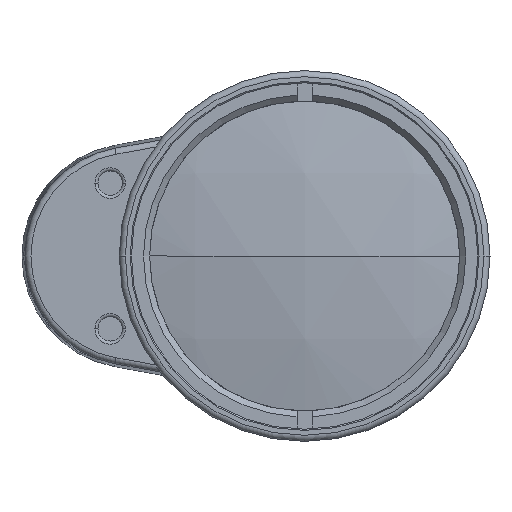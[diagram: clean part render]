
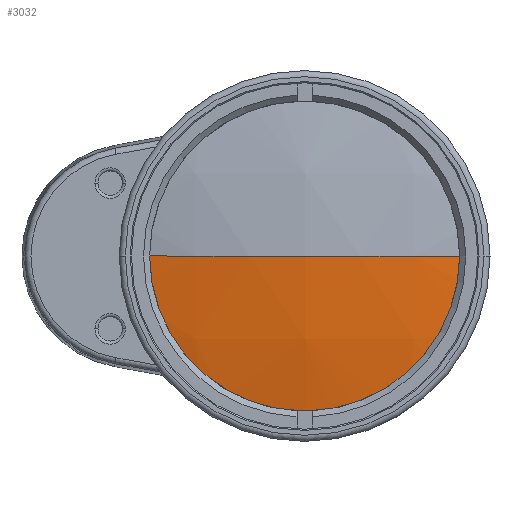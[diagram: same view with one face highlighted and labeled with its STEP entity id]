
A CAD part, left-side view. The second image highlights one B-rep face of the part: STEP entity #3032.
In plain terms, the highlighted spherical face has radius 124 mm.
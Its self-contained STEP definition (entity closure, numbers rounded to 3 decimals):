
#169 = AXIS2_PLACEMENT_3D ( 'NONE', #2108, #4010, #5306 ) ;
#681 = CARTESIAN_POINT ( 'NONE',  ( 16.152, 0., 0. ) ) ;
#818 = FACE_OUTER_BOUND ( 'NONE', #6680, .T. ) ;
#946 = CARTESIAN_POINT ( 'NONE',  ( -107.848, 0., 0. ) ) ;
#1127 = DIRECTION ( 'NONE',  ( -1., 0., 0. ) ) ;
#1146 = AXIS2_PLACEMENT_3D ( 'NONE', #1802, #3112, #8294 ) ;
#1401 = VERTEX_POINT ( 'NONE', #7113 ) ;
#1650 = AXIS2_PLACEMENT_3D ( 'NONE', #7033, #1127, #6366 ) ;
#1678 = CIRCLE ( 'NONE', #1146, 124. ) ;
#1802 = CARTESIAN_POINT ( 'NONE',  ( 16.152, 0., 0. ) ) ;
#2108 = CARTESIAN_POINT ( 'NONE',  ( 16.152, 0., 0. ) ) ;
#2265 = VERTEX_POINT ( 'NONE', #4163 ) ;
#2502 = ORIENTED_EDGE ( 'NONE', *, *, #2823, .T. ) ;
#2823 = EDGE_CURVE ( 'NONE', #2265, #1401, #4331, .T. ) ;
#2957 = VERTEX_POINT ( 'NONE', #946 ) ;
#3032 = ADVANCED_FACE ( 'NONE', ( #818 ), #6107, .T. ) ;
#3057 = ORIENTED_EDGE ( 'NONE', *, *, #4914, .F. ) ;
#3112 = DIRECTION ( 'NONE',  ( 0., 0., -1. ) ) ;
#4010 = DIRECTION ( 'NONE',  ( 0., 0., -1. ) ) ;
#4065 = EDGE_CURVE ( 'NONE', #1401, #2957, #1678, .T. ) ;
#4163 = CARTESIAN_POINT ( 'NONE',  ( -104.873, 27., 0. ) ) ;
#4331 = CIRCLE ( 'NONE', #1650, 27. ) ;
#4341 = ORIENTED_EDGE ( 'NONE', *, *, #4065, .T. ) ;
#4522 = AXIS2_PLACEMENT_3D ( 'NONE', #681, #7091, #4541 ) ;
#4541 = DIRECTION ( 'NONE',  ( 0., -1., 0. ) ) ;
#4914 = EDGE_CURVE ( 'NONE', #2265, #2957, #8124, .T. ) ;
#5306 = DIRECTION ( 'NONE',  ( 0., 1., 0. ) ) ;
#6107 = SPHERICAL_SURFACE ( 'NONE', #169, 124. ) ;
#6366 = DIRECTION ( 'NONE',  ( 0., 0., 1. ) ) ;
#6680 = EDGE_LOOP ( 'NONE', ( #2502, #4341, #3057 ) ) ;
#7033 = CARTESIAN_POINT ( 'NONE',  ( -104.873, 0., 0. ) ) ;
#7091 = DIRECTION ( 'NONE',  ( 0., 0., 1. ) ) ;
#7113 = CARTESIAN_POINT ( 'NONE',  ( -104.873, -27., 0. ) ) ;
#8124 = CIRCLE ( 'NONE', #4522, 124. ) ;
#8294 = DIRECTION ( 'NONE',  ( 0., 1., 0. ) ) ;
